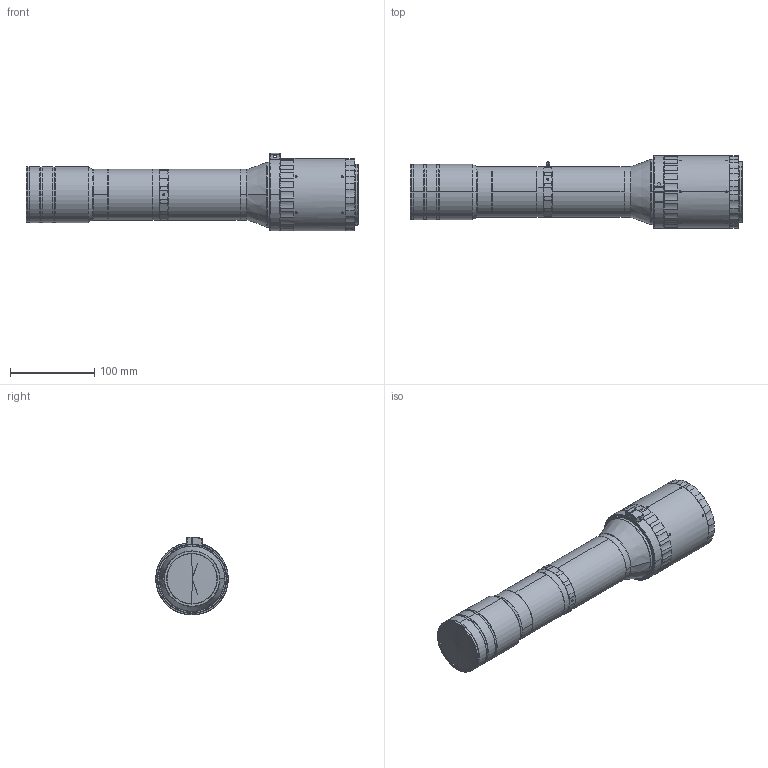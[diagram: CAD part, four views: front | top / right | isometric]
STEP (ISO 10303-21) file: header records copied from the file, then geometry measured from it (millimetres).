
FILE_DESCRIPTION (( 'STEP AP203' ), '1' );
FILE_NAME ('DTCA150M-22.4-G-M72-AL-19.5.STEP', '2024-08-08T00:38:43', ( '' ), ( '' ), 'SwSTEP 2.0', 'SolidWorks 2017', '' );
FILE_SCHEMA (( 'CONFIG_CONTROL_DESIGN' ));
Length unit declared in the file: millimetre
Products named in the file (1): DTCA150M-22.4-G-M72-AL-19.5
Bounding box: 393.97 x 86 x 92.49 mm (x, y, z)
Volume: 1393258.2 mm3; surface area: 108815.4 mm2
Topology: 1 solids, 2 shells, 528 faces, 1339 edges, 822 vertices
Faces by surface type: cone 195, cylinder 189, plane 130, bspline 14
Entity records: 17474 total; most frequent: CARTESIAN_POINT 4807, DIRECTION 2701, ORIENTED_EDGE 2670, EDGE_CURVE 1335, AXIS2_PLACEMENT_3D 1151, VERTEX_POINT 822, CIRCLE 636, EDGE_LOOP 571
